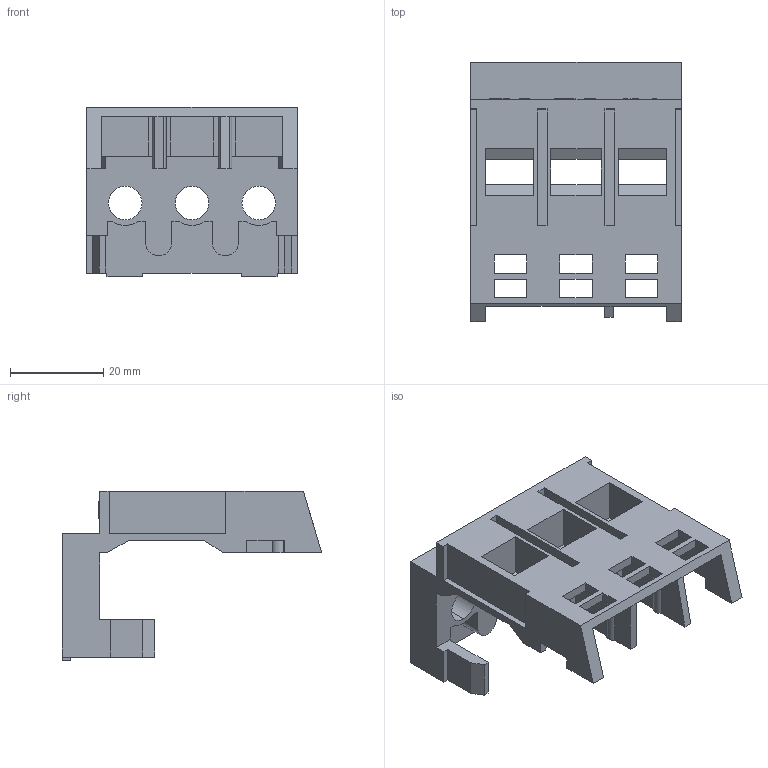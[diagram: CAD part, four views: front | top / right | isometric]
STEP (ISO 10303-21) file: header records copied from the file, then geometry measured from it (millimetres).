
FILE_DESCRIPTION (( 'STEP AP214' ), '1' );
FILE_NAME ('BZ0TCRE.step', '2019-06-24T15:33:04', ( '' ), ( '' ), 'SwSTEP 2.0', 'SolidWorks 2018', '' );
FILE_SCHEMA (( 'AUTOMOTIVE_DESIGN' ));
Length unit declared in the file: inch
Products named in the file (1): BZ0TCRE
Bounding box: 45 x 55.5 x 36.3 mm (x, y, z)
Volume: 12973.6 mm3; surface area: 16190.1 mm2
Topology: 1 solids, 1 shells, 314 faces, 883 edges, 584 vertices
Faces by surface type: plane 238, bspline 42, cylinder 34
Entity records: 12247 total; most frequent: CARTESIAN_POINT 4272, ORIENTED_EDGE 1766, DIRECTION 1413, EDGE_CURVE 883, VECTOR 731, LINE 731, VERTEX_POINT 584, EDGE_LOOP 351
